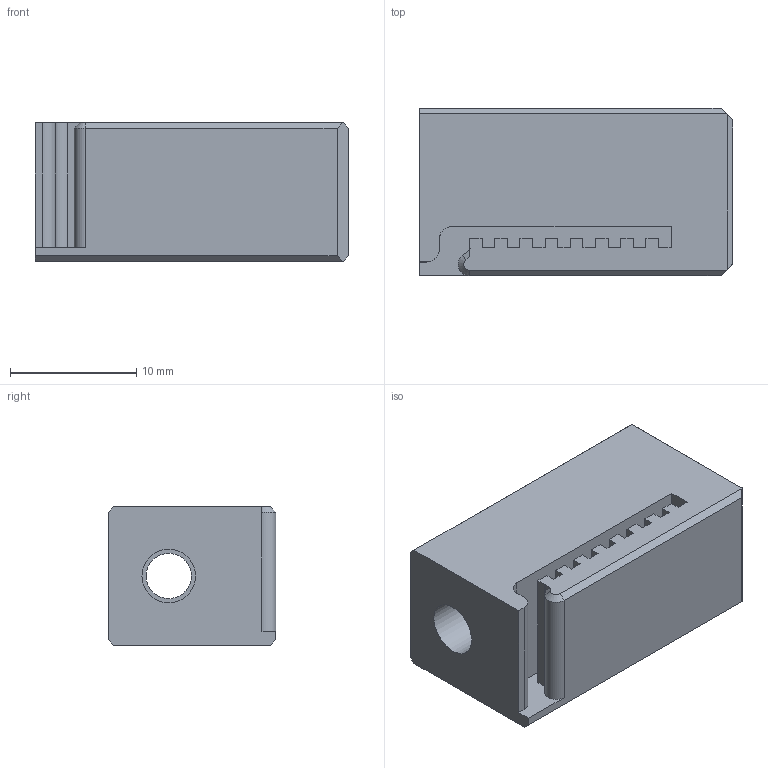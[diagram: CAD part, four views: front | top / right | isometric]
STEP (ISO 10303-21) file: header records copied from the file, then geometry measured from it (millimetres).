
FILE_DESCRIPTION(/* description */ (''),/* implementation_level */ '2;1');
FILE_NAME(/* name */ 'core_xy_belt_grabber-coreception-3.0-inserts.step',/* time_stamp */ '2022-06-17T01:41:34-05:00',/* author */ (''),/* organization */ (''),/* preprocessor_version */ 'ST-DEVELOPER v19',/* originating_system */ 'Autodesk Translation Framework v11.7.0.108',/* authorisation */ '');
FILE_SCHEMA (('AUTOMOTIVE_DESIGN { 1 0 10303 214 3 1 1 }'));
Length unit declared in the file: millimetre
Products named in the file (1): core_xy_belt_grabber-coreception-3.0-inserts
Bounding box: 24.9 x 13.3 x 11 mm (x, y, z)
Volume: 3044.9 mm3; surface area: 2218.8 mm2
Topology: 1 solids, 1 shells, 62 faces, 175 edges, 116 vertices
Faces by surface type: plane 56, cylinder 5, cone 1
Full cylindrical faces by diameter (mm): 3.6 x1, 4.25 x1
Entity records: 2018 total; most frequent: CARTESIAN_POINT 354, ORIENTED_EDGE 350, DIRECTION 312, EDGE_CURVE 175, LINE 164, VECTOR 164, VERTEX_POINT 116, AXIS2_PLACEMENT_3D 74
